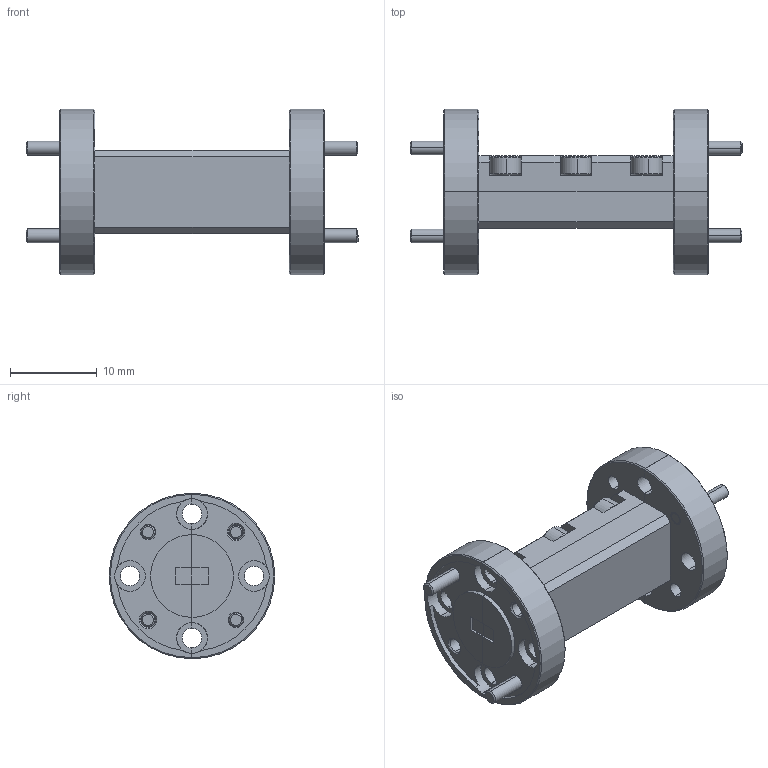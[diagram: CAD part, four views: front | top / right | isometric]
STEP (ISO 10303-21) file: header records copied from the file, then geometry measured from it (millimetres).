
FILE_DESCRIPTION (( 'STEP AP203' ), '1' );
FILE_NAME ('SWF-56332240-15-B1.STEP', '2022-08-08T16:14:55', ( '' ), ( '' ), 'SwSTEP 2.0', 'SolidWorks 2021', '' );
FILE_SCHEMA (( 'CONFIG_CONTROL_DESIGN' ));
Length unit declared in the file: inch
Products named in the file (1): SWF-56332240-15-B1
Bounding box: 38.23 x 19.05 x 19.05 mm (x, y, z)
Volume: 3617.7 mm3; surface area: 3953.6 mm2
Topology: 12 solids, 12 shells, 436 faces, 1049 edges, 643 vertices
Faces by surface type: plane 156, cylinder 150, cone 130
Entity records: 12851 total; most frequent: CARTESIAN_POINT 2399, DIRECTION 2288, ORIENTED_EDGE 2074, EDGE_CURVE 1037, AXIS2_PLACEMENT_3D 872, VERTEX_POINT 643, VECTOR 544, LINE 544
